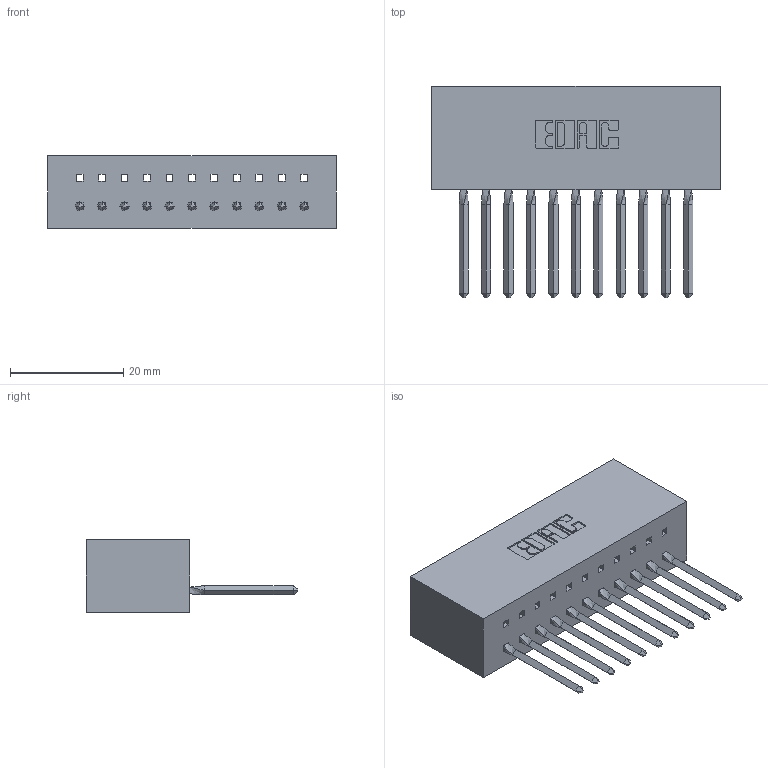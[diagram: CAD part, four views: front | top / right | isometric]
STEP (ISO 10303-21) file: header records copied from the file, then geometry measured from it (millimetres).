
FILE_DESCRIPTION (( 'STEP AP203' ), '1' );
FILE_NAME ('317-011-542-601.STEP', '2020-02-27T13:38:02', ( '' ), ( '' ), 'SwSTEP 2.0', 'SolidWorks 2016', '' );
FILE_SCHEMA (( 'CONFIG_CONTROL_DESIGN' ));
Length unit declared in the file: inch
Products named in the file (3): 317 Part_Lugless; 317-290-003_542; 317-011-542-601
Assembly tree (12 placements, depth 2):
  317-011-542-601
    317 Part_Lugless
    317-290-003_542  x11
Bounding box: 50.8 x 37.34 x 12.7 mm (x, y, z)
Volume: 8609.6 mm3; surface area: 9848.7 mm2
Topology: 12 solids, 12 shells, 915 faces, 2626 edges, 1698 vertices
Faces by surface type: plane 754, cylinder 117, bspline 44
Entity records: 18481 total; most frequent: CARTESIAN_POINT 3518, ORIENTED_EDGE 3192, DIRECTION 2710, EDGE_CURVE 1596, VECTOR 1434, LINE 1434, VERTEX_POINT 1058, AXIS2_PLACEMENT_3D 638
